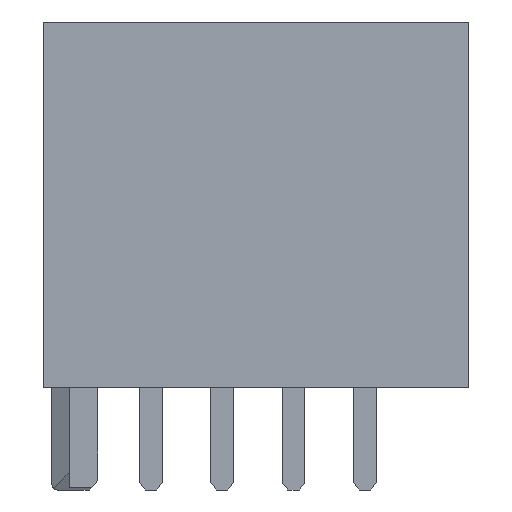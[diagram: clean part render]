
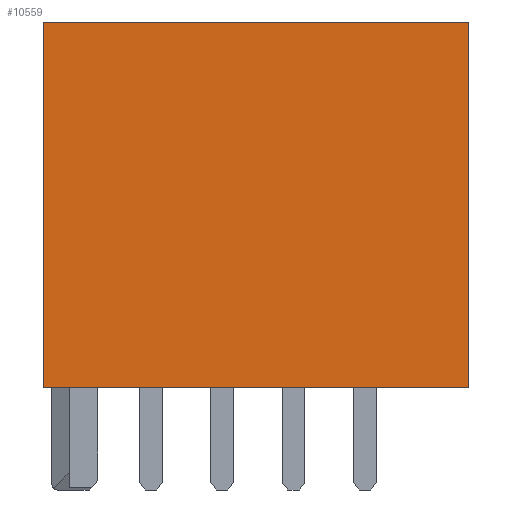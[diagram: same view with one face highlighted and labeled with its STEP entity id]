
A CAD part, left-side view. The second image highlights one B-rep face of the part: STEP entity #10559.
In plain terms, the highlighted planar face has unit normal (-1, 0, 0).
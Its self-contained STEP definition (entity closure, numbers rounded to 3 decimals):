
#1437=ORIENTED_EDGE('',*,*,#3181,.F.);
#1438=ORIENTED_EDGE('',*,*,#3273,.F.);
#1439=ORIENTED_EDGE('',*,*,#3190,.F.);
#1440=ORIENTED_EDGE('',*,*,#3173,.F.);
#3173=EDGE_CURVE('',#4137,#4138,#5016,.T.);
#3181=EDGE_CURVE('',#4143,#4137,#5024,.T.);
#3190=EDGE_CURVE('',#4138,#4148,#5033,.T.);
#3273=EDGE_CURVE('',#4148,#4143,#5116,.T.);
#4137=VERTEX_POINT('',#14696);
#4138=VERTEX_POINT('',#14698);
#4143=VERTEX_POINT('',#14712);
#4148=VERTEX_POINT('',#14733);
#5016=LINE('',#14697,#6101);
#5024=LINE('',#14713,#6109);
#5033=LINE('',#14732,#6118);
#5116=LINE('',#14885,#6201);
#6101=VECTOR('',#12346,1000.);
#6109=VECTOR('',#12358,1000.);
#6118=VECTOR('',#12379,1000.);
#6201=VECTOR('',#12536,1000.);
#6692=EDGE_LOOP('',(#1437,#1438,#1439,#1440));
#7101=FACE_BOUND('',#6692,.T.);
#7483=PLANE('',#10998);
#10559=ADVANCED_FACE('',(#7101),#7483,.F.);
#10998=AXIS2_PLACEMENT_3D('',#14884,#12534,#12535);
#12346=DIRECTION('',(0.,1.,0.));
#12358=DIRECTION('',(0.,0.,-1.));
#12379=DIRECTION('',(0.,0.,1.));
#12534=DIRECTION('',(1.,0.,0.));
#12535=DIRECTION('',(0.,0.,1.));
#12536=DIRECTION('',(0.,-1.,0.));
#14696=CARTESIAN_POINT('',(-8.5,-7.45,-6.4));
#14697=CARTESIAN_POINT('',(-8.5,-7.45,-6.4));
#14698=CARTESIAN_POINT('',(-8.5,7.45,-6.4));
#14712=CARTESIAN_POINT('',(-8.5,-7.45,6.4));
#14713=CARTESIAN_POINT('',(-8.5,-7.45,6.4));
#14732=CARTESIAN_POINT('',(-8.5,7.45,-6.4));
#14733=CARTESIAN_POINT('',(-8.5,7.45,6.4));
#14884=CARTESIAN_POINT('',(-8.5,0.,0.));
#14885=CARTESIAN_POINT('',(-8.5,7.45,6.4));
